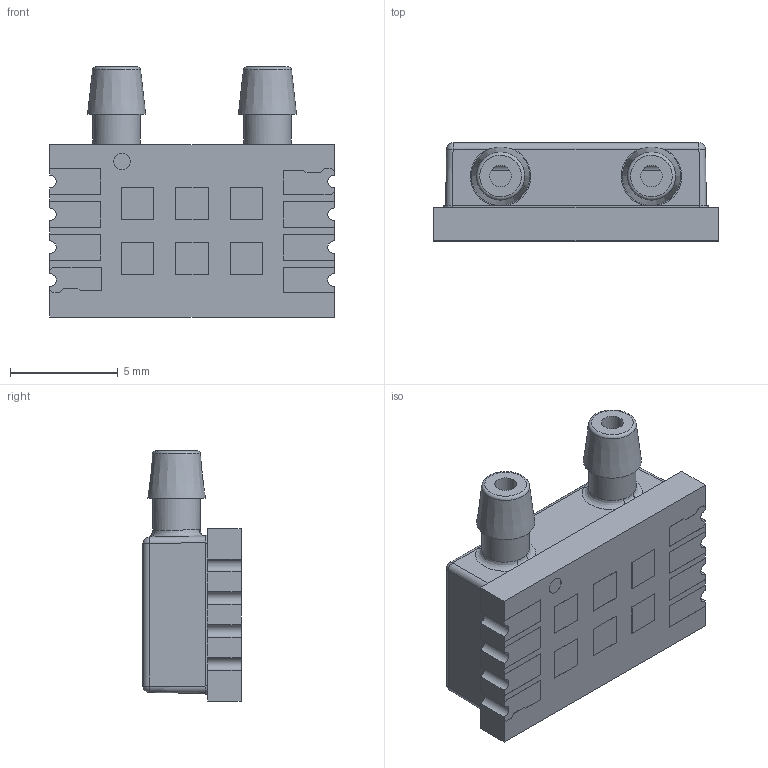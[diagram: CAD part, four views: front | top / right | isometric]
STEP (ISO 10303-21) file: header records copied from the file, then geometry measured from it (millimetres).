
FILE_DESCRIPTION(/* description */ ('Unknown'),/* implementation_level */ '2;1');
FILE_NAME(/* name */ '2513130810102',/* time_stamp */ '2025-02-11T07:46:37+01:00',/* author */ ('Unknown'),/* organization */ ('Unknown'),/* preprocessor_version */ 'ST-DEVELOPER v19.4',/* originating_system */ 'Solid Edge',/* authorisation */ 'Unknown');
FILE_SCHEMA (('AUTOMOTIVE_DESIGN {1 0 10303 214 3 1 1}'));
Length unit declared in the file: millimetre
Products named in the file (2): 2513130810102; 8k_side port-1
Assembly tree (1 placements, depth 2):
  2513130810102
    8k_side port-1
Bounding box: 13.21 x 4.57 x 11.6 mm (x, y, z)
Volume: 339.9 mm3; surface area: 665 mm2
Topology: 1 solids, 1 shells, 430 faces, 1126 edges, 735 vertices
Faces by surface type: plane 312, cylinder 68, bspline 41, sphere 5, torus 2, cone 2
Full cylindrical faces by diameter (mm): 0.762 x1, 1 x2, 2.2 x2
Entity records: 17719 total; most frequent: CARTESIAN_POINT 4631, ORIENTED_EDGE 2216, DIRECTION 1799, EDGE_CURVE 1108, LINE 735, VECTOR 735, VERTEX_POINT 730, AXIS2_PLACEMENT_3D 532
